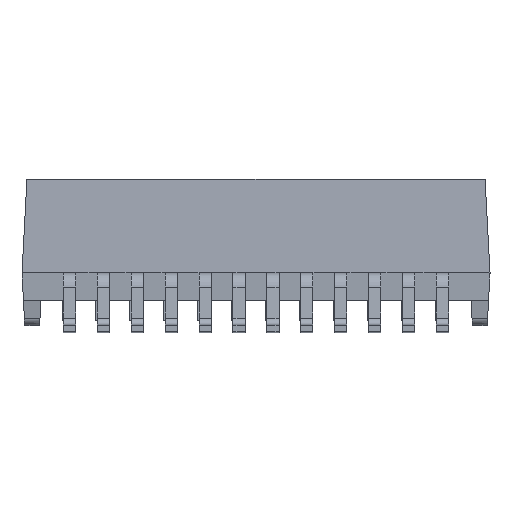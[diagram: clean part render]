
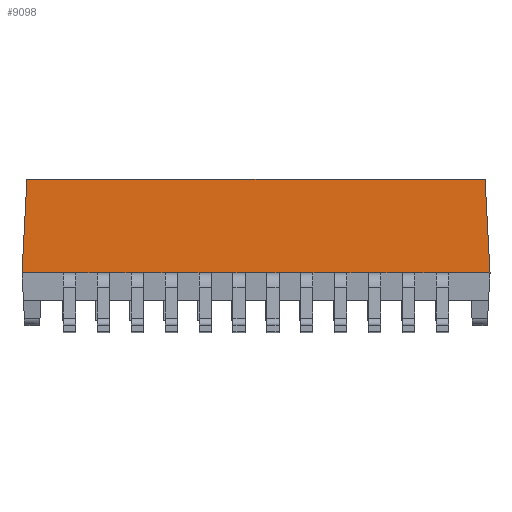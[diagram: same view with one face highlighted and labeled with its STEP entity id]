
A CAD part, top view. The second image highlights one B-rep face of the part: STEP entity #9098.
In plain terms, the highlighted planar face has unit normal (0, 0.035, 0.999).
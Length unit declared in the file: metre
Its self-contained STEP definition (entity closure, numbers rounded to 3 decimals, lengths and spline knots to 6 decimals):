
#376=PLANE('',#9793);
#3044=ORIENTED_EDGE('',*,*,#4492,.T.);
#3045=ORIENTED_EDGE('',*,*,#4425,.F.);
#3046=ORIENTED_EDGE('',*,*,#4373,.F.);
#3047=ORIENTED_EDGE('',*,*,#4378,.F.);
#3048=ORIENTED_EDGE('',*,*,#4493,.T.);
#3049=ORIENTED_EDGE('',*,*,#4494,.F.);
#3050=ORIENTED_EDGE('',*,*,#4495,.T.);
#3051=ORIENTED_EDGE('',*,*,#4084,.T.);
#3052=ORIENTED_EDGE('',*,*,#4496,.T.);
#3053=ORIENTED_EDGE('',*,*,#4006,.T.);
#3054=ORIENTED_EDGE('',*,*,#4497,.T.);
#3055=ORIENTED_EDGE('',*,*,#3928,.T.);
#3056=ORIENTED_EDGE('',*,*,#4498,.T.);
#3057=ORIENTED_EDGE('',*,*,#3850,.T.);
#3058=ORIENTED_EDGE('',*,*,#4499,.T.);
#3059=ORIENTED_EDGE('',*,*,#3772,.T.);
#3060=ORIENTED_EDGE('',*,*,#4500,.T.);
#3061=ORIENTED_EDGE('',*,*,#3694,.T.);
#3062=ORIENTED_EDGE('',*,*,#4501,.T.);
#3063=ORIENTED_EDGE('',*,*,#3616,.T.);
#3064=ORIENTED_EDGE('',*,*,#4502,.T.);
#3065=ORIENTED_EDGE('',*,*,#3538,.T.);
#3066=ORIENTED_EDGE('',*,*,#4503,.T.);
#3067=ORIENTED_EDGE('',*,*,#3460,.T.);
#3068=ORIENTED_EDGE('',*,*,#4504,.T.);
#3069=ORIENTED_EDGE('',*,*,#3382,.T.);
#3070=ORIENTED_EDGE('',*,*,#4505,.T.);
#3071=ORIENTED_EDGE('',*,*,#4491,.T.);
#3382=EDGE_CURVE('',#4627,#4631,#5494,.T.);
#3460=EDGE_CURVE('',#4679,#4683,#5554,.T.);
#3538=EDGE_CURVE('',#4731,#4735,#5614,.T.);
#3616=EDGE_CURVE('',#4783,#4787,#5674,.T.);
#3694=EDGE_CURVE('',#4835,#4839,#5734,.T.);
#3772=EDGE_CURVE('',#4887,#4891,#5794,.T.);
#3850=EDGE_CURVE('',#4939,#4943,#5854,.T.);
#3928=EDGE_CURVE('',#4991,#4995,#5914,.T.);
#4006=EDGE_CURVE('',#5043,#5047,#5974,.T.);
#4084=EDGE_CURVE('',#5095,#5099,#6034,.T.);
#4373=EDGE_CURVE('',#5292,#5293,#6323,.T.);
#4378=EDGE_CURVE('',#5297,#5292,#6328,.T.);
#4425=EDGE_CURVE('',#5293,#5327,#6367,.T.);
#4491=EDGE_CURVE('',#5358,#5360,#6423,.T.);
#4492=EDGE_CURVE('',#5360,#5327,#6424,.T.);
#4493=EDGE_CURVE('',#5297,#5361,#6425,.T.);
#4494=EDGE_CURVE('',#4579,#5361,#6426,.T.);
#4495=EDGE_CURVE('',#4579,#5095,#6427,.T.);
#4496=EDGE_CURVE('',#5099,#5043,#6428,.T.);
#4497=EDGE_CURVE('',#5047,#4991,#6429,.T.);
#4498=EDGE_CURVE('',#4995,#4939,#6430,.T.);
#4499=EDGE_CURVE('',#4943,#4887,#6431,.T.);
#4500=EDGE_CURVE('',#4891,#4835,#6432,.T.);
#4501=EDGE_CURVE('',#4839,#4783,#6433,.T.);
#4502=EDGE_CURVE('',#4787,#4731,#6434,.T.);
#4503=EDGE_CURVE('',#4735,#4679,#6435,.T.);
#4504=EDGE_CURVE('',#4683,#4627,#6436,.T.);
#4505=EDGE_CURVE('',#4631,#5358,#6437,.T.);
#4579=VERTEX_POINT('',#12460);
#4627=VERTEX_POINT('',#12597);
#4631=VERTEX_POINT('',#12613);
#4679=VERTEX_POINT('',#12754);
#4683=VERTEX_POINT('',#12770);
#4731=VERTEX_POINT('',#12911);
#4735=VERTEX_POINT('',#12927);
#4783=VERTEX_POINT('',#13068);
#4787=VERTEX_POINT('',#13084);
#4835=VERTEX_POINT('',#13225);
#4839=VERTEX_POINT('',#13241);
#4887=VERTEX_POINT('',#13382);
#4891=VERTEX_POINT('',#13398);
#4939=VERTEX_POINT('',#13539);
#4943=VERTEX_POINT('',#13555);
#4991=VERTEX_POINT('',#13696);
#4995=VERTEX_POINT('',#13712);
#5043=VERTEX_POINT('',#13853);
#5047=VERTEX_POINT('',#13869);
#5095=VERTEX_POINT('',#14010);
#5099=VERTEX_POINT('',#14026);
#5292=VERTEX_POINT('',#14635);
#5293=VERTEX_POINT('',#14636);
#5297=VERTEX_POINT('',#14645);
#5327=VERTEX_POINT('',#14736);
#5358=VERTEX_POINT('',#14841);
#5360=VERTEX_POINT('',#14853);
#5361=VERTEX_POINT('',#14862);
#5494=LINE('',#12619,#6574);
#5554=LINE('',#12776,#6634);
#5614=LINE('',#12933,#6694);
#5674=LINE('',#13090,#6754);
#5734=LINE('',#13247,#6814);
#5794=LINE('',#13404,#6874);
#5854=LINE('',#13561,#6934);
#5914=LINE('',#13718,#6994);
#5974=LINE('',#13875,#7054);
#6034=LINE('',#14032,#7114);
#6323=LINE('',#14634,#7403);
#6328=LINE('',#14646,#7408);
#6367=LINE('',#14739,#7447);
#6423=LINE('',#14858,#7503);
#6424=LINE('',#14860,#7504);
#6425=LINE('',#14861,#7505);
#6426=LINE('',#14863,#7506);
#6427=LINE('',#14864,#7507);
#6428=LINE('',#14865,#7508);
#6429=LINE('',#14866,#7509);
#6430=LINE('',#14867,#7510);
#6431=LINE('',#14868,#7511);
#6432=LINE('',#14869,#7512);
#6433=LINE('',#14870,#7513);
#6434=LINE('',#14871,#7514);
#6435=LINE('',#14872,#7515);
#6436=LINE('',#14873,#7516);
#6437=LINE('',#14874,#7517);
#6574=VECTOR('',#10139,1.);
#6634=VECTOR('',#10289,1.);
#6694=VECTOR('',#10439,1.);
#6754=VECTOR('',#10589,1.);
#6814=VECTOR('',#10739,1.);
#6874=VECTOR('',#10889,1.);
#6934=VECTOR('',#11039,1.);
#6994=VECTOR('',#11189,1.);
#7054=VECTOR('',#11339,1.);
#7114=VECTOR('',#11489,1.);
#7403=VECTOR('',#12020,1.);
#7408=VECTOR('',#12027,1.);
#7447=VECTOR('',#12114,1.);
#7503=VECTOR('',#12230,1.);
#7504=VECTOR('',#12233,1.);
#7505=VECTOR('',#12234,1.);
#7506=VECTOR('',#12235,1.);
#7507=VECTOR('',#12236,1.);
#7508=VECTOR('',#12237,1.);
#7509=VECTOR('',#12238,1.);
#7510=VECTOR('',#12239,1.);
#7511=VECTOR('',#12240,1.);
#7512=VECTOR('',#12241,1.);
#7513=VECTOR('',#12242,1.);
#7514=VECTOR('',#12243,1.);
#7515=VECTOR('',#12244,1.);
#7516=VECTOR('',#12245,1.);
#7517=VECTOR('',#12246,1.);
#8006=EDGE_LOOP('',(#3044,#3045,#3046,#3047,#3048,#3049,#3050,#3051,#3052,
#3053,#3054,#3055,#3056,#3057,#3058,#3059,#3060,#3061,#3062,#3063,#3064,
#3065,#3066,#3067,#3068,#3069,#3070,#3071));
#8508=FACE_BOUND('',#8006,.T.);
#9098=ADVANCED_FACE('',(#8508),#376,.T.);
#9793=AXIS2_PLACEMENT_3D('',#14859,#12231,#12232);
#10139=DIRECTION('',(1.,0.,0.));
#10289=DIRECTION('',(1.,0.,0.));
#10439=DIRECTION('',(1.,0.,0.));
#10589=DIRECTION('',(1.,0.,0.));
#10739=DIRECTION('',(1.,0.,0.));
#10889=DIRECTION('',(1.,0.,0.));
#11039=DIRECTION('',(1.,0.,0.));
#11189=DIRECTION('',(1.,0.,0.));
#11339=DIRECTION('',(1.,0.,0.));
#11489=DIRECTION('',(1.,0.,0.));
#12020=DIRECTION('',(1.,0.,0.));
#12027=DIRECTION('',(0.052,0.998,-0.035));
#12114=DIRECTION('',(0.052,-0.998,0.035));
#12230=DIRECTION('',(1.,0.,0.));
#12231=DIRECTION('',(0.,0.035,0.999));
#12232=DIRECTION('',(0.,-0.999,0.035));
#12233=DIRECTION('',(1.,0.,0.));
#12234=DIRECTION('',(1.,0.,0.));
#12235=DIRECTION('',(-1.,0.,0.));
#12236=DIRECTION('',(1.,0.,0.));
#12237=DIRECTION('',(1.,0.,0.));
#12238=DIRECTION('',(1.,0.,0.));
#12239=DIRECTION('',(1.,0.,0.));
#12240=DIRECTION('',(1.,0.,0.));
#12241=DIRECTION('',(1.,0.,0.));
#12242=DIRECTION('',(1.,0.,0.));
#12243=DIRECTION('',(1.,0.,0.));
#12244=DIRECTION('',(1.,0.,0.));
#12245=DIRECTION('',(1.,0.,0.));
#12246=DIRECTION('',(1.,0.,0.));
#12460=CARTESIAN_POINT('',(-0.006756,0.,0.006096));
#12597=CARTESIAN_POINT('',(0.005486,0.,0.006096));
#12613=CARTESIAN_POINT('',(0.005944,0.,0.006096));
#12619=CARTESIAN_POINT('',(-0.008763,0.,0.006096));
#12754=CARTESIAN_POINT('',(0.004216,0.,0.006096));
#12770=CARTESIAN_POINT('',(0.004674,0.,0.006096));
#12776=CARTESIAN_POINT('',(-0.008763,0.,0.006096));
#12911=CARTESIAN_POINT('',(0.002946,0.,0.006096));
#12927=CARTESIAN_POINT('',(0.003404,0.,0.006096));
#12933=CARTESIAN_POINT('',(-0.008763,0.,0.006096));
#13068=CARTESIAN_POINT('',(0.001676,0.,0.006096));
#13084=CARTESIAN_POINT('',(0.002134,0.,0.006096));
#13090=CARTESIAN_POINT('',(-0.008763,0.,0.006096));
#13225=CARTESIAN_POINT('',(0.000406,0.,0.006096));
#13241=CARTESIAN_POINT('',(0.000864,0.,0.006096));
#13247=CARTESIAN_POINT('',(-0.008763,0.,0.006096));
#13382=CARTESIAN_POINT('',(-0.000864,0.,0.006096));
#13398=CARTESIAN_POINT('',(-0.000406,0.,0.006096));
#13404=CARTESIAN_POINT('',(-0.008763,0.,0.006096));
#13539=CARTESIAN_POINT('',(-0.002134,0.,0.006096));
#13555=CARTESIAN_POINT('',(-0.001676,0.,0.006096));
#13561=CARTESIAN_POINT('',(-0.008763,0.,0.006096));
#13696=CARTESIAN_POINT('',(-0.003404,0.,0.006096));
#13712=CARTESIAN_POINT('',(-0.002946,0.,0.006096));
#13718=CARTESIAN_POINT('',(-0.008763,0.,0.006096));
#13853=CARTESIAN_POINT('',(-0.004674,0.,0.006096));
#13869=CARTESIAN_POINT('',(-0.004216,0.,0.006096));
#13875=CARTESIAN_POINT('',(-0.008763,0.,0.006096));
#14010=CARTESIAN_POINT('',(-0.005944,0.,0.006096));
#14026=CARTESIAN_POINT('',(-0.005486,0.,0.006096));
#14032=CARTESIAN_POINT('',(-0.008763,0.,0.006096));
#14634=CARTESIAN_POINT('',(-0.008579,0.003505,0.005974));
#14635=CARTESIAN_POINT('',(-0.008579,0.003505,0.005974));
#14636=CARTESIAN_POINT('',(0.008579,0.003505,0.005974));
#14645=CARTESIAN_POINT('',(-0.008763,0.,0.006096));
#14646=CARTESIAN_POINT('',(-0.008763,0.,0.006096));
#14736=CARTESIAN_POINT('',(0.008763,0.,0.006096));
#14739=CARTESIAN_POINT('',(0.008579,0.003505,0.005974));
#14841=CARTESIAN_POINT('',(0.006756,0.,0.006096));
#14853=CARTESIAN_POINT('',(0.007214,0.,0.006096));
#14858=CARTESIAN_POINT('',(-0.008763,0.,0.006096));
#14859=CARTESIAN_POINT('',(-0.008763,0.003505,0.005974));
#14860=CARTESIAN_POINT('',(0.007214,0.,0.006096));
#14861=CARTESIAN_POINT('',(-0.008763,0.,0.006096));
#14862=CARTESIAN_POINT('',(-0.007214,0.,0.006096));
#14863=CARTESIAN_POINT('',(-0.006756,0.,0.006096));
#14864=CARTESIAN_POINT('',(-0.006756,0.,0.006096));
#14865=CARTESIAN_POINT('',(-0.005486,0.,0.006096));
#14866=CARTESIAN_POINT('',(-0.004216,0.,0.006096));
#14867=CARTESIAN_POINT('',(-0.002946,0.,0.006096));
#14868=CARTESIAN_POINT('',(-0.001676,0.,0.006096));
#14869=CARTESIAN_POINT('',(-0.000406,0.,0.006096));
#14870=CARTESIAN_POINT('',(0.000864,0.,0.006096));
#14871=CARTESIAN_POINT('',(0.002134,0.,0.006096));
#14872=CARTESIAN_POINT('',(0.003404,0.,0.006096));
#14873=CARTESIAN_POINT('',(0.004674,0.,0.006096));
#14874=CARTESIAN_POINT('',(0.005944,0.,0.006096));
